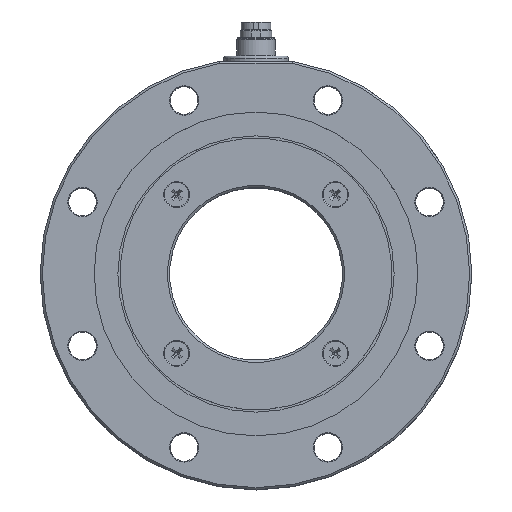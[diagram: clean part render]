
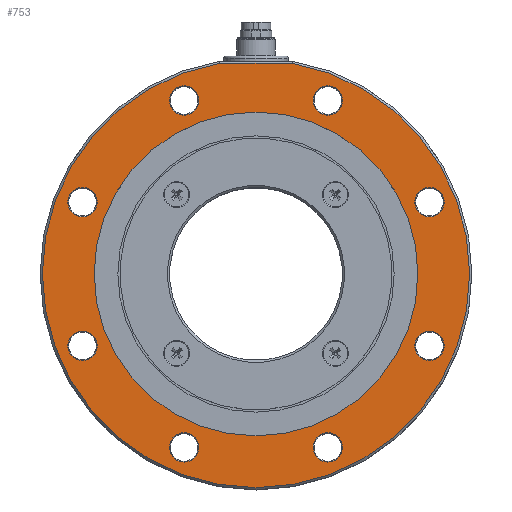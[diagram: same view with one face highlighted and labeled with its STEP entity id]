
A CAD part, top view. The second image highlights one B-rep face of the part: STEP entity #753.
In plain terms, the highlighted planar face has unit normal (0, 0, 1).
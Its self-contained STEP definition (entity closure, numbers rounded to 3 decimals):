
#753 = ADVANCED_FACE( '', ( #1803, #1804, #1805, #1806, #1807, #1808, #1809, #1810, #1811, #1812 ), #1813, .T. );
#1803 = FACE_BOUND( '', #3591, .T. );
#1804 = FACE_BOUND( '', #3592, .T. );
#1805 = FACE_BOUND( '', #3593, .T. );
#1806 = FACE_BOUND( '', #3594, .T. );
#1807 = FACE_BOUND( '', #3595, .T. );
#1808 = FACE_BOUND( '', #3596, .T. );
#1809 = FACE_BOUND( '', #3597, .T. );
#1810 = FACE_BOUND( '', #3598, .T. );
#1811 = FACE_BOUND( '', #3599, .T. );
#1812 = FACE_OUTER_BOUND( '', #3600, .T. );
#1813 = PLANE( '', #3601 );
#3591 = EDGE_LOOP( '', ( #5700 ) );
#3592 = EDGE_LOOP( '', ( #5701 ) );
#3593 = EDGE_LOOP( '', ( #5702 ) );
#3594 = EDGE_LOOP( '', ( #5703 ) );
#3595 = EDGE_LOOP( '', ( #5704 ) );
#3596 = EDGE_LOOP( '', ( #5705 ) );
#3597 = EDGE_LOOP( '', ( #5706 ) );
#3598 = EDGE_LOOP( '', ( #5707 ) );
#3599 = EDGE_LOOP( '', ( #5708 ) );
#3600 = EDGE_LOOP( '', ( #5709, #5710 ) );
#3601 = AXIS2_PLACEMENT_3D( '', #5711, #5712, #5713 );
#5700 = ORIENTED_EDGE( '', *, *, #9202, .T. );
#5701 = ORIENTED_EDGE( '', *, *, #9203, .T. );
#5702 = ORIENTED_EDGE( '', *, *, #9204, .T. );
#5703 = ORIENTED_EDGE( '', *, *, #9205, .T. );
#5704 = ORIENTED_EDGE( '', *, *, #9206, .T. );
#5705 = ORIENTED_EDGE( '', *, *, #9207, .T. );
#5706 = ORIENTED_EDGE( '', *, *, #9208, .T. );
#5707 = ORIENTED_EDGE( '', *, *, #9209, .T. );
#5708 = ORIENTED_EDGE( '', *, *, #9210, .T. );
#5709 = ORIENTED_EDGE( '', *, *, #9211, .T. );
#5710 = ORIENTED_EDGE( '', *, *, #9212, .T. );
#5711 = CARTESIAN_POINT( '', ( 0., 0., 23. ) );
#5712 = DIRECTION( '', ( 0., 0., 1. ) );
#5713 = DIRECTION( '', ( 1., 0., 0. ) );
#9202 = EDGE_CURVE( '', #10558, #10558, #10559, .F. );
#9203 = EDGE_CURVE( '', #10560, #10560, #10561, .F. );
#9204 = EDGE_CURVE( '', #10562, #10562, #10563, .F. );
#9205 = EDGE_CURVE( '', #10564, #10564, #10565, .F. );
#9206 = EDGE_CURVE( '', #10566, #10566, #10567, .F. );
#9207 = EDGE_CURVE( '', #10568, #10568, #10569, .F. );
#9208 = EDGE_CURVE( '', #10570, #10570, #10571, .F. );
#9209 = EDGE_CURVE( '', #10572, #10572, #10573, .F. );
#9210 = EDGE_CURVE( '', #10574, #10574, #10575, .T. );
#9211 = EDGE_CURVE( '', #10576, #10577, #10578, .T. );
#9212 = EDGE_CURVE( '', #10577, #10576, #10579, .T. );
#10558 = VERTEX_POINT( '', #12559 );
#10559 = CIRCLE( '', #12560, 3.4 );
#10560 = VERTEX_POINT( '', #12561 );
#10561 = CIRCLE( '', #12562, 3.4 );
#10562 = VERTEX_POINT( '', #12563 );
#10563 = CIRCLE( '', #12564, 3.4 );
#10564 = VERTEX_POINT( '', #12565 );
#10565 = CIRCLE( '', #12566, 3.4 );
#10566 = VERTEX_POINT( '', #12567 );
#10567 = CIRCLE( '', #12568, 3.4 );
#10568 = VERTEX_POINT( '', #12569 );
#10569 = CIRCLE( '', #12570, 3.4 );
#10570 = VERTEX_POINT( '', #12571 );
#10571 = CIRCLE( '', #12572, 3.4 );
#10572 = VERTEX_POINT( '', #12573 );
#10573 = CIRCLE( '', #12574, 3.4 );
#10574 = VERTEX_POINT( '', #12575 );
#10575 = CIRCLE( '', #12576, 37.5 );
#10576 = VERTEX_POINT( '', #12577 );
#10577 = VERTEX_POINT( '', #12578 );
#10578 = CIRCLE( '', #12579, 49.5 );
#10579 = LINE( '', #12580, #12581 );
#12559 = CARTESIAN_POINT( '', ( -36.789, 16.647, 23. ) );
#12560 = AXIS2_PLACEMENT_3D( '', #15323, #15324, #15325 );
#12561 = CARTESIAN_POINT( '', ( -36.789, -16.647, 23. ) );
#12562 = AXIS2_PLACEMENT_3D( '', #15326, #15327, #15328 );
#12563 = CARTESIAN_POINT( '', ( -13.247, -40.189, 23. ) );
#12564 = AXIS2_PLACEMENT_3D( '', #15329, #15330, #15331 );
#12565 = CARTESIAN_POINT( '', ( 20.047, -40.189, 23. ) );
#12566 = AXIS2_PLACEMENT_3D( '', #15332, #15333, #15334 );
#12567 = CARTESIAN_POINT( '', ( 43.589, -16.647, 23. ) );
#12568 = AXIS2_PLACEMENT_3D( '', #15335, #15336, #15337 );
#12569 = CARTESIAN_POINT( '', ( 43.589, 16.647, 23. ) );
#12570 = AXIS2_PLACEMENT_3D( '', #15338, #15339, #15340 );
#12571 = CARTESIAN_POINT( '', ( 20.047, 40.189, 23. ) );
#12572 = AXIS2_PLACEMENT_3D( '', #15341, #15342, #15343 );
#12573 = CARTESIAN_POINT( '', ( -13.247, 40.189, 23. ) );
#12574 = AXIS2_PLACEMENT_3D( '', #15344, #15345, #15346 );
#12575 = CARTESIAN_POINT( '', ( -37.5, 0., 23. ) );
#12576 = AXIS2_PLACEMENT_3D( '', #15347, #15348, #15349 );
#12577 = CARTESIAN_POINT( '', ( -8.441, 48.775, 23. ) );
#12578 = CARTESIAN_POINT( '', ( 8.441, 48.775, 23. ) );
#12579 = AXIS2_PLACEMENT_3D( '', #15350, #15351, #15352 );
#12580 = CARTESIAN_POINT( '', ( 0., 48.775, 23. ) );
#12581 = VECTOR( '', #15353, 1000. );
#15323 = CARTESIAN_POINT( '', ( -40.189, 16.647, 23. ) );
#15324 = DIRECTION( '', ( 0., 0., 1. ) );
#15325 = DIRECTION( '', ( 1., 0., 0. ) );
#15326 = CARTESIAN_POINT( '', ( -40.189, -16.647, 23. ) );
#15327 = DIRECTION( '', ( 0., 0., 1. ) );
#15328 = DIRECTION( '', ( 1., 0., 0. ) );
#15329 = CARTESIAN_POINT( '', ( -16.647, -40.189, 23. ) );
#15330 = DIRECTION( '', ( 0., 0., 1. ) );
#15331 = DIRECTION( '', ( 1., 0., 0. ) );
#15332 = CARTESIAN_POINT( '', ( 16.647, -40.189, 23. ) );
#15333 = DIRECTION( '', ( 0., 0., 1. ) );
#15334 = DIRECTION( '', ( 1., 0., 0. ) );
#15335 = CARTESIAN_POINT( '', ( 40.189, -16.647, 23. ) );
#15336 = DIRECTION( '', ( 0., 0., 1. ) );
#15337 = DIRECTION( '', ( 1., 0., 0. ) );
#15338 = CARTESIAN_POINT( '', ( 40.189, 16.647, 23. ) );
#15339 = DIRECTION( '', ( 0., 0., 1. ) );
#15340 = DIRECTION( '', ( 1., 0., 0. ) );
#15341 = CARTESIAN_POINT( '', ( 16.647, 40.189, 23. ) );
#15342 = DIRECTION( '', ( 0., 0., 1. ) );
#15343 = DIRECTION( '', ( 1., 0., 0. ) );
#15344 = CARTESIAN_POINT( '', ( -16.647, 40.189, 23. ) );
#15345 = DIRECTION( '', ( 0., 0., 1. ) );
#15346 = DIRECTION( '', ( 1., 0., 0. ) );
#15347 = CARTESIAN_POINT( '', ( 0., 0., 23. ) );
#15348 = DIRECTION( '', ( 0., 0., -1. ) );
#15349 = DIRECTION( '', ( -1., 0., 0. ) );
#15350 = CARTESIAN_POINT( '', ( 0., 0., 23. ) );
#15351 = DIRECTION( '', ( 0., 0., 1. ) );
#15352 = DIRECTION( '', ( 1., 0., 0. ) );
#15353 = DIRECTION( '', ( -1., 0., 0. ) );
